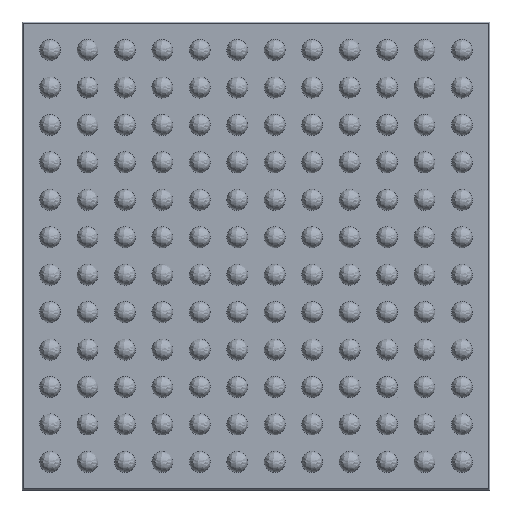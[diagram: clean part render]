
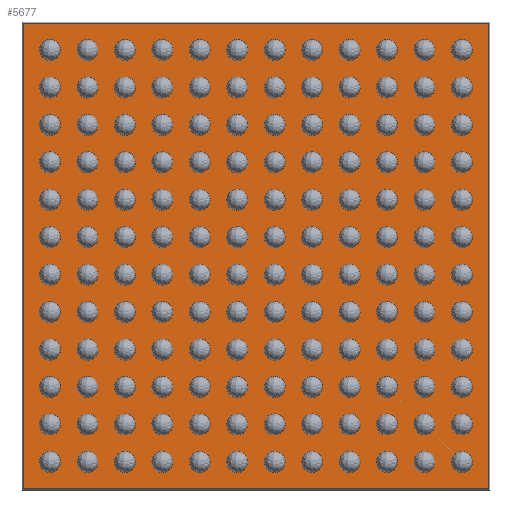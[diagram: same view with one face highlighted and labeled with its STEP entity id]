
A CAD part, front view. The second image highlights one B-rep face of the part: STEP entity #5677.
In plain terms, the highlighted planar face has unit normal (0, -1, 0).
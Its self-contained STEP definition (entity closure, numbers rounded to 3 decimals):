
#1177 = PLANE ( 'NONE',  #8878 ) ;
#1246 = VECTOR ( 'NONE', #1696, 1000. ) ;
#1696 = DIRECTION ( 'NONE',  ( 1., 0., 0. ) ) ;
#1791 = CARTESIAN_POINT ( 'NONE',  ( 0., 0., -4.97 ) ) ;
#2825 = EDGE_CURVE ( 'NONE', #8936, #3679, #4057, .T. ) ;
#3057 = LINE ( 'NONE', #10821, #6207 ) ;
#3679 = VERTEX_POINT ( 'NONE', #5253 ) ;
#4057 = LINE ( 'NONE', #11412, #4746 ) ;
#4156 = DIRECTION ( 'NONE',  ( 0., 0., -1. ) ) ;
#4218 = FACE_OUTER_BOUND ( 'NONE', #16808, .T. ) ;
#4566 = EDGE_CURVE ( 'NONE', #12016, #13561, #8385, .T. ) ;
#4686 = VECTOR ( 'NONE', #15300, 1000. ) ;
#4746 = VECTOR ( 'NONE', #4156, 1000. ) ;
#5253 = CARTESIAN_POINT ( 'NONE',  ( -4.97, 0., -4.97 ) ) ;
#5677 = ADVANCED_FACE ( 'NONE', ( #4218 ), #1177, .T. ) ;
#6207 = VECTOR ( 'NONE', #11024, 1000. ) ;
#7141 = ORIENTED_EDGE ( 'NONE', *, *, #10518, .T. ) ;
#8212 = CARTESIAN_POINT ( 'NONE',  ( 4.97, 0., 4.97 ) ) ;
#8385 = LINE ( 'NONE', #15106, #4686 ) ;
#8546 = DIRECTION ( 'NONE',  ( 0., -1., 0. ) ) ;
#8878 = AXIS2_PLACEMENT_3D ( 'NONE', #14626, #8546, #17971 ) ;
#8936 = VERTEX_POINT ( 'NONE', #15797 ) ;
#10518 = EDGE_CURVE ( 'NONE', #13561, #8936, #3057, .T. ) ;
#10821 = CARTESIAN_POINT ( 'NONE',  ( 0., 0., 4.97 ) ) ;
#10892 = LINE ( 'NONE', #1791, #1246 ) ;
#11024 = DIRECTION ( 'NONE',  ( -1., 0., 0. ) ) ;
#11412 = CARTESIAN_POINT ( 'NONE',  ( -4.97, 0., 0. ) ) ;
#12016 = VERTEX_POINT ( 'NONE', #15224 ) ;
#13561 = VERTEX_POINT ( 'NONE', #8212 ) ;
#13568 = ORIENTED_EDGE ( 'NONE', *, *, #4566, .T. ) ;
#14626 = CARTESIAN_POINT ( 'NONE',  ( 0., 0., 0. ) ) ;
#15106 = CARTESIAN_POINT ( 'NONE',  ( 4.97, 0., 0. ) ) ;
#15206 = EDGE_CURVE ( 'NONE', #3679, #12016, #10892, .T. ) ;
#15224 = CARTESIAN_POINT ( 'NONE',  ( 4.97, 0., -4.97 ) ) ;
#15300 = DIRECTION ( 'NONE',  ( 0., 0., 1. ) ) ;
#15797 = CARTESIAN_POINT ( 'NONE',  ( -4.97, 0., 4.97 ) ) ;
#16808 = EDGE_LOOP ( 'NONE', ( #7141, #18694, #19316, #13568 ) ) ;
#17971 = DIRECTION ( 'NONE',  ( 0., 0., -1. ) ) ;
#18694 = ORIENTED_EDGE ( 'NONE', *, *, #2825, .T. ) ;
#19316 = ORIENTED_EDGE ( 'NONE', *, *, #15206, .T. ) ;
